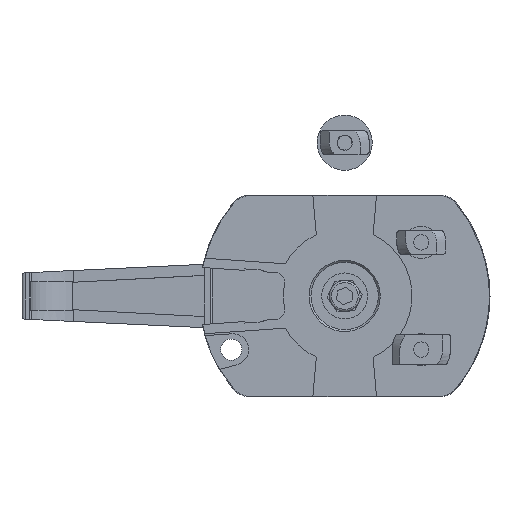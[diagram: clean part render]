
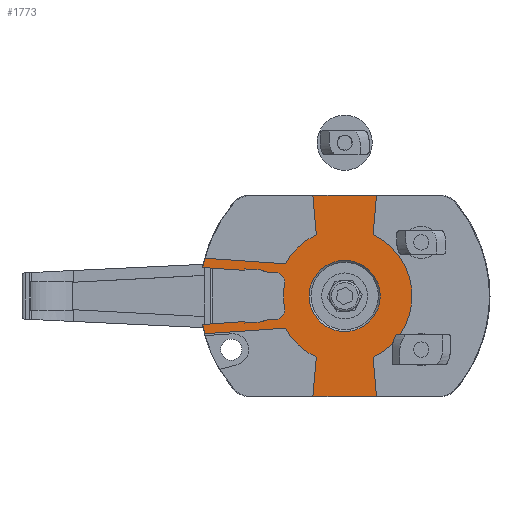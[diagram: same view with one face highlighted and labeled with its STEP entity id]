
A CAD part, front view. The second image highlights one B-rep face of the part: STEP entity #1773.
In plain terms, the highlighted face is planar.
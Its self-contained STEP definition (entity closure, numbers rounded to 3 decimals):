
#1773=ADVANCED_FACE('',(#2451,#2452),#2453,.F.);
#2451=FACE_OUTER_BOUND('',#3553,.T.);
#2452=FACE_BOUND('',#3554,.T.);
#2453=PLANE('',#3555);
#3553=EDGE_LOOP('',(#5793,#5794,#5795,#5796,#5797,#5798,#5799,#5800,#5801,#5802,#5803,#5804,#5805,#5806,#5807,#5808,#5809,#5810,#5811,#5812,#5813,#5814,#5815,#5816,#5817,#5818));
#3554=EDGE_LOOP('',(#5819));
#3555=AXIS2_PLACEMENT_3D('',#5820,#5821,#5822);
#5793=ORIENTED_EDGE('',*,*,#8144,.T.);
#5794=ORIENTED_EDGE('',*,*,#8145,.F.);
#5795=ORIENTED_EDGE('',*,*,#8146,.F.);
#5796=ORIENTED_EDGE('',*,*,#8147,.F.);
#5797=ORIENTED_EDGE('',*,*,#8148,.T.);
#5798=ORIENTED_EDGE('',*,*,#8149,.F.);
#5799=ORIENTED_EDGE('',*,*,#8150,.F.);
#5800=ORIENTED_EDGE('',*,*,#8151,.F.);
#5801=ORIENTED_EDGE('',*,*,#8077,.F.);
#5802=ORIENTED_EDGE('',*,*,#8075,.F.);
#5803=ORIENTED_EDGE('',*,*,#8071,.F.);
#5804=ORIENTED_EDGE('',*,*,#8073,.T.);
#5805=ORIENTED_EDGE('',*,*,#8152,.F.);
#5806=ORIENTED_EDGE('',*,*,#8153,.F.);
#5807=ORIENTED_EDGE('',*,*,#8033,.F.);
#5808=ORIENTED_EDGE('',*,*,#8154,.F.);
#5809=ORIENTED_EDGE('',*,*,#8155,.F.);
#5810=ORIENTED_EDGE('',*,*,#8156,.F.);
#5811=ORIENTED_EDGE('',*,*,#7907,.T.);
#5812=ORIENTED_EDGE('',*,*,#8130,.F.);
#5813=ORIENTED_EDGE('',*,*,#8157,.F.);
#5814=ORIENTED_EDGE('',*,*,#8158,.F.);
#5815=ORIENTED_EDGE('',*,*,#8159,.T.);
#5816=ORIENTED_EDGE('',*,*,#8089,.F.);
#5817=ORIENTED_EDGE('',*,*,#8160,.F.);
#5818=ORIENTED_EDGE('',*,*,#8161,.F.);
#5819=ORIENTED_EDGE('',*,*,#8046,.T.);
#5820=CARTESIAN_POINT('',(0.,0.,-13.1));
#5821=DIRECTION('',(0.0,0.0,1.0));
#5822=DIRECTION('',(1.0,0.0,0.0));
#7907=EDGE_CURVE('',#9286,#9284,#9287,.T.);
#8033=EDGE_CURVE('',#9513,#9516,#9517,.T.);
#8046=EDGE_CURVE('',#9539,#9539,#9540,.T.);
#8071=EDGE_CURVE('',#9583,#9585,#9586,.T.);
#8073=EDGE_CURVE('',#9583,#9588,#9589,.T.);
#8075=EDGE_CURVE('',#9585,#9591,#9592,.T.);
#8077=EDGE_CURVE('',#9591,#9594,#9595,.T.);
#8089=EDGE_CURVE('',#9611,#9613,#9614,.T.);
#8130=EDGE_CURVE('',#9681,#9284,#9683,.T.);
#8144=EDGE_CURVE('',#9704,#9705,#9706,.T.);
#8145=EDGE_CURVE('',#9707,#9705,#9708,.T.);
#8146=EDGE_CURVE('',#9709,#9707,#9710,.T.);
#8147=EDGE_CURVE('',#9711,#9709,#9712,.T.);
#8148=EDGE_CURVE('',#9711,#9713,#9714,.T.);
#8149=EDGE_CURVE('',#9715,#9713,#9716,.T.);
#8150=EDGE_CURVE('',#9717,#9715,#9718,.T.);
#8151=EDGE_CURVE('',#9594,#9717,#9719,.T.);
#8152=EDGE_CURVE('',#9720,#9588,#9721,.T.);
#8153=EDGE_CURVE('',#9516,#9720,#9722,.T.);
#8154=EDGE_CURVE('',#9723,#9513,#9724,.T.);
#8155=EDGE_CURVE('',#9725,#9723,#9726,.T.);
#8156=EDGE_CURVE('',#9286,#9725,#9727,.T.);
#8157=EDGE_CURVE('',#9728,#9681,#9729,.T.);
#8158=EDGE_CURVE('',#9730,#9728,#9731,.T.);
#8159=EDGE_CURVE('',#9730,#9613,#9732,.T.);
#8160=EDGE_CURVE('',#9733,#9611,#9734,.T.);
#8161=EDGE_CURVE('',#9704,#9733,#9735,.T.);
#9284=VERTEX_POINT('',#11572);
#9286=VERTEX_POINT('',#11577);
#9287=B_SPLINE_CURVE_WITH_KNOTS('',3,(#11578,#11579,#11580,#11581),.UNSPECIFIED.,.F.,.F.,(4,4),(0.,0.003),.UNSPECIFIED.);
#9513=VERTEX_POINT('',#12011);
#9516=VERTEX_POINT('',#12015);
#9517=LINE('',#12016,#12017);
#9539=VERTEX_POINT('',#12047);
#9540=CIRCLE('',#12048,11.6);
#9583=VERTEX_POINT('',#12107);
#9585=VERTEX_POINT('',#12110);
#9586=CIRCLE('',#12111,3.0);
#9588=VERTEX_POINT('',#12114);
#9589=CIRCLE('',#12115,20.0);
#9591=VERTEX_POINT('',#12118);
#9592=LINE('',#12119,#12120);
#9594=VERTEX_POINT('',#12123);
#9595=LINE('',#12124,#12125);
#9611=VERTEX_POINT('',#12147);
#9613=VERTEX_POINT('',#12150);
#9614=LINE('',#12151,#12152);
#9681=VERTEX_POINT('',#12247);
#9683=LINE('',#12250,#12251);
#9704=VERTEX_POINT('',#12278);
#9705=VERTEX_POINT('',#12279);
#9706=LINE('',#12280,#12281);
#9707=VERTEX_POINT('',#12282);
#9708=LINE('',#12283,#12284);
#9709=VERTEX_POINT('',#12285);
#9710=CIRCLE('',#12286,22.0);
#9711=VERTEX_POINT('',#12287);
#9712=LINE('',#12288,#12289);
#9713=VERTEX_POINT('',#12290);
#9714=B_SPLINE_CURVE_WITH_KNOTS('',3,(#12291,#12292,#12293,#12294),.UNSPECIFIED.,.F.,.F.,(4,4),(0.02,0.023),.UNSPECIFIED.);
#9715=VERTEX_POINT('',#12295);
#9716=LINE('',#12296,#12297);
#9717=VERTEX_POINT('',#12298);
#9718=LINE('',#12299,#12300);
#9719=LINE('',#12301,#12302);
#9720=VERTEX_POINT('',#12303);
#9721=CIRCLE('',#12304,3.0);
#9722=LINE('',#12305,#12306);
#9723=VERTEX_POINT('',#12307);
#9724=LINE('',#12308,#12309);
#9725=VERTEX_POINT('',#12310);
#9726=LINE('',#12311,#12312);
#9727=LINE('',#12313,#12314);
#9728=VERTEX_POINT('',#12315);
#9729=CIRCLE('',#12316,22.0);
#9730=VERTEX_POINT('',#12317);
#9731=LINE('',#12318,#12319);
#9732=LINE('',#12320,#12321);
#9733=VERTEX_POINT('',#12322);
#9734=CIRCLE('',#12323,22.0);
#9735=LINE('',#12324,#12325);
#11572=CARTESIAN_POINT('',(-45.612,12.324,-13.1));
#11577=CARTESIAN_POINT('',(-46.32,9.313,-13.1));
#11578=CARTESIAN_POINT('',(-46.32,9.313,-13.1));
#11579=CARTESIAN_POINT('',(-46.116,10.329,-13.1));
#11580=CARTESIAN_POINT('',(-45.88,11.332,-13.1));
#11581=CARTESIAN_POINT('',(-45.612,12.324,-13.1));
#12011=CARTESIAN_POINT('',(-26.615,8.412,-13.1));
#12015=CARTESIAN_POINT('',(-26.615,7.91,-13.1));
#12016=CARTESIAN_POINT('',(-26.615,7.91,-13.1));
#12017=VECTOR('',#14385,1.0);
#12047=CARTESIAN_POINT('',(11.6,0.0,-13.1));
#12048=AXIS2_PLACEMENT_3D('',#14406,#14407,#14408);
#12107=CARTESIAN_POINT('',(-19.592,-4.018,-13.1));
#12110=CARTESIAN_POINT('',(-22.284,-7.602,-13.1));
#12111=AXIS2_PLACEMENT_3D('',#14447,#14448,#14449);
#12114=CARTESIAN_POINT('',(-19.595,4.003,-13.1));
#12115=AXIS2_PLACEMENT_3D('',#14451,#14452,#14453);
#12118=CARTESIAN_POINT('',(-26.615,-7.91,-13.1));
#12119=CARTESIAN_POINT('',(-26.615,-7.91,-13.1));
#12120=VECTOR('',#14455,1.0);
#12123=CARTESIAN_POINT('',(-26.615,-8.411,-13.1));
#12124=CARTESIAN_POINT('',(-26.615,-8.411,-13.1));
#12125=VECTOR('',#14457,1.0);
#12147=CARTESIAN_POINT('',(9.266,19.953,-13.1));
#12150=CARTESIAN_POINT('',(10.386,32.749,-13.1));
#12151=CARTESIAN_POINT('',(9.266,19.953,-13.1));
#12152=VECTOR('',#14477,1.0);
#12247=CARTESIAN_POINT('',(-19.34,10.487,-13.1));
#12250=CARTESIAN_POINT('',(-19.34,10.487,-13.1));
#12251=VECTOR('',#14540,1.0);
#12278=CARTESIAN_POINT('',(10.386,-32.749,-13.1));
#12279=CARTESIAN_POINT('',(-10.386,-32.749,-13.1));
#12280=CARTESIAN_POINT('',(0.0,-32.749,-13.1));
#12281=VECTOR('',#14568,1.0);
#12282=CARTESIAN_POINT('',(-9.266,-19.953,-13.1));
#12283=CARTESIAN_POINT('',(-9.266,-19.953,-13.1));
#12284=VECTOR('',#14569,1.0);
#12285=CARTESIAN_POINT('',(-19.34,-10.487,-13.1));
#12286=AXIS2_PLACEMENT_3D('',#14570,#14571,#14572);
#12287=CARTESIAN_POINT('',(-45.612,-12.324,-13.1));
#12288=CARTESIAN_POINT('',(-45.78,-12.336,-13.1));
#12289=VECTOR('',#14573,1.0);
#12290=CARTESIAN_POINT('',(-46.32,-9.313,-13.1));
#12291=CARTESIAN_POINT('',(-45.612,-12.324,-13.1));
#12292=CARTESIAN_POINT('',(-45.88,-11.33,-13.1));
#12293=CARTESIAN_POINT('',(-46.116,-10.326,-13.1));
#12294=CARTESIAN_POINT('',(-46.32,-9.313,-13.1));
#12295=CARTESIAN_POINT('',(-32.6,-8.336,-13.1));
#12296=CARTESIAN_POINT('',(-46.487,-9.325,-13.1));
#12297=VECTOR('',#14574,1.0);
#12298=CARTESIAN_POINT('',(-32.6,-8.837,-13.1));
#12299=CARTESIAN_POINT('',(-32.6,-8.336,-13.1));
#12300=VECTOR('',#14575,1.0);
#12301=CARTESIAN_POINT('',(-32.6,-8.837,-13.1));
#12302=VECTOR('',#14576,1.0);
#12303=CARTESIAN_POINT('',(-22.32,7.604,-13.1));
#12304=AXIS2_PLACEMENT_3D('',#14577,#14578,#14579);
#12305=CARTESIAN_POINT('',(-22.32,7.604,-13.1));
#12306=VECTOR('',#14580,1.0);
#12307=CARTESIAN_POINT('',(-32.6,8.838,-13.1));
#12308=CARTESIAN_POINT('',(-26.615,8.412,-13.1));
#12309=VECTOR('',#14581,1.0);
#12310=CARTESIAN_POINT('',(-32.6,8.336,-13.1));
#12311=CARTESIAN_POINT('',(-32.6,8.838,-13.1));
#12312=VECTOR('',#14582,1.0);
#12313=CARTESIAN_POINT('',(-32.6,8.336,-13.1));
#12314=VECTOR('',#14583,1.0);
#12315=CARTESIAN_POINT('',(-9.266,19.953,-13.1));
#12316=AXIS2_PLACEMENT_3D('',#14584,#14585,#14586);
#12317=CARTESIAN_POINT('',(-10.386,32.749,-13.1));
#12318=CARTESIAN_POINT('',(-10.4,32.913,-13.1));
#12319=VECTOR('',#14587,1.0);
#12320=CARTESIAN_POINT('',(0.,32.749,-13.1));
#12321=VECTOR('',#14588,1.0);
#12322=CARTESIAN_POINT('',(9.266,-19.953,-13.1));
#12323=AXIS2_PLACEMENT_3D('',#14589,#14590,#14591);
#12324=CARTESIAN_POINT('',(10.4,-32.913,-13.1));
#12325=VECTOR('',#14592,1.0);
#14385=DIRECTION('',(0.0,-1.0,0.0));
#14406=CARTESIAN_POINT('',(0.0,0.0,-13.1));
#14407=DIRECTION('',(0.0,0.0,1.0));
#14408=DIRECTION('',(1.0,0.0,0.0));
#14447=CARTESIAN_POINT('',(-22.533,-4.612,-13.1));
#14448=DIRECTION('',(0.0,0.0,-1.0));
#14449=DIRECTION('',(1.0,0.0,0.0));
#14451=CARTESIAN_POINT('',(0.,0.,-13.1));
#14452=DIRECTION('',(0.0,0.0,-1.0));
#14453=DIRECTION('',(1.0,0.0,0.0));
#14455=DIRECTION('',(-0.997,-0.071,0.0));
#14457=DIRECTION('',(0.0,-1.0,0.0));
#14477=DIRECTION('',(0.087,0.996,0.0));
#14540=DIRECTION('',(-0.998,0.07,0.0));
#14568=DIRECTION('',(-1.0,0.0,0.0));
#14569=DIRECTION('',(-0.087,-0.996,0.0));
#14570=CARTESIAN_POINT('',(0.,0.,-13.1));
#14571=DIRECTION('',(0.0,0.0,1.0));
#14572=DIRECTION('',(1.0,0.0,0.0));
#14573=DIRECTION('',(0.998,0.07,0.0));
#14574=DIRECTION('',(-0.997,-0.071,0.0));
#14575=DIRECTION('',(0.0,1.0,0.0));
#14576=DIRECTION('',(-0.997,-0.071,0.0));
#14577=CARTESIAN_POINT('',(-22.533,4.612,-13.1));
#14578=DIRECTION('',(0.0,0.0,-1.0));
#14579=DIRECTION('',(1.0,0.0,0.0));
#14580=DIRECTION('',(0.997,-0.071,0.0));
#14581=DIRECTION('',(0.997,-0.071,0.0));
#14582=DIRECTION('',(0.0,1.0,0.0));
#14583=DIRECTION('',(0.997,-0.071,0.0));
#14584=CARTESIAN_POINT('',(0.,0.,-13.1));
#14585=DIRECTION('',(0.0,0.0,1.0));
#14586=DIRECTION('',(1.0,0.0,0.0));
#14587=DIRECTION('',(0.087,-0.996,0.0));
#14588=DIRECTION('',(1.0,0.,0.0));
#14589=CARTESIAN_POINT('',(0.,0.,-13.1));
#14590=DIRECTION('',(0.0,0.0,1.0));
#14591=DIRECTION('',(1.0,0.0,0.0));
#14592=DIRECTION('',(-0.087,0.996,0.0));
